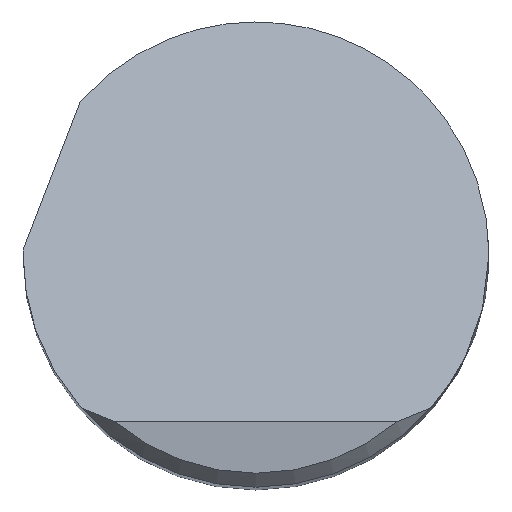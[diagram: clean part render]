
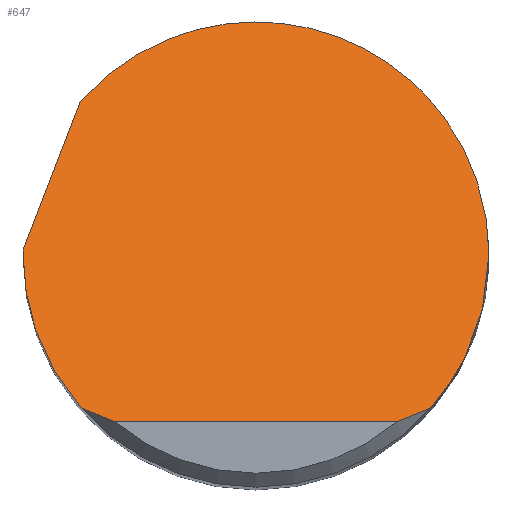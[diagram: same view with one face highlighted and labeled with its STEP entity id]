
A CAD part, top view. The second image highlights one B-rep face of the part: STEP entity #647.
In plain terms, the highlighted planar face has unit normal (0, 0.707, 0.707).
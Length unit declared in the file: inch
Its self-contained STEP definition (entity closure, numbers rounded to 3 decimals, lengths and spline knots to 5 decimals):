
#4 = DIRECTION ( 'NONE',  ( 0., -0.707, -0.707 ) ) ;
#8 = CARTESIAN_POINT ( 'NONE',  ( -0.24995, 0.005, 2.315 ) ) ;
#13 = CARTESIAN_POINT ( 'NONE',  ( -0.31638, -0.1672, 2.4872 ) ) ;
#24 = CARTESIAN_POINT ( 'NONE',  ( -0.18855, 0.16416, 2.15584 ) ) ;
#25 = CARTESIAN_POINT ( 'NONE',  ( 0.18782, -0.165, 2.485 ) ) ;
#48 = VERTEX_POINT ( 'NONE', #135 ) ;
#49 = EDGE_CURVE ( 'NONE', #282, #478, #316, .T. ) ;
#56 = ORIENTED_EDGE ( 'NONE', *, *, #581, .T. ) ;
#58 = CARTESIAN_POINT ( 'NONE',  ( 0., -0.18, 2.5 ) ) ;
#60 = CARTESIAN_POINT ( 'NONE',  ( 0.18782, -0.165, 2.485 ) ) ;
#63 = EDGE_CURVE ( 'NONE', #618, #652, #725, .T. ) ;
#69 = CARTESIAN_POINT ( 'NONE',  ( -0.25, 0., 2.32 ) ) ;
#90 = CARTESIAN_POINT ( 'NONE',  ( -0.0078, 0.37177, 1.94823 ) ) ;
#111 = CARTESIAN_POINT ( 'NONE',  ( -0.15108, -0.18, 2.5 ) ) ;
#112 = CARTESIAN_POINT ( 'NONE',  ( 0.18782, -0.165, 2.485 ) ) ;
#115 = PLANE ( 'NONE',  #828 ) ;
#121 = CARTESIAN_POINT ( 'NONE',  ( 0.22834, -0.11887, 2.43887 ) ) ;
#128 = B_SPLINE_CURVE_WITH_KNOTS ( 'NONE', 3,
 ( #682, #291, #431, #111 ),
 .UNSPECIFIED., .F., .F.,
 ( 4, 4 ),
 ( 0., 0.00108 ),
 .UNSPECIFIED. ) ;
#135 = CARTESIAN_POINT ( 'NONE',  ( -0.15108, -0.18, 2.5 ) ) ;
#145 = ORIENTED_EDGE ( 'NONE', *, *, #63, .F. ) ;
#173 =( BOUNDED_CURVE ( )  B_SPLINE_CURVE ( 3, ( #435, #687, #380, #69 ),
 .UNSPECIFIED., .F., .F. ) 
 B_SPLINE_CURVE_WITH_KNOTS ( ( 4, 4 ),
 ( 3.99157, 4.71239 ),
 .UNSPECIFIED. ) 
 CURVE ( )  GEOMETRIC_REPRESENTATION_ITEM ( )  RATIONAL_B_SPLINE_CURVE ( ( 1., 0.957, 0.957, 1. ) ) 
 REPRESENTATION_ITEM ( '' )  );
#180 = CARTESIAN_POINT ( 'NONE',  ( -0.25, 0., 2.32 ) ) ;
#183 = CARTESIAN_POINT ( 'NONE',  ( -0.18855, 0.16416, 2.15584 ) ) ;
#195 = EDGE_CURVE ( 'NONE', #648, #478, #754, .T. ) ;
#215 = CARTESIAN_POINT ( 'NONE',  ( 0.25, 0., 2.32 ) ) ;
#225 =( BOUNDED_CURVE ( )  B_SPLINE_CURVE ( 3, ( #691, #326, #257, #8 ),
 .UNSPECIFIED., .F., .T. ) 
 B_SPLINE_CURVE_WITH_KNOTS ( ( 4, 4 ),
 ( 4.71239, 4.73239 ),
 .UNSPECIFIED. ) 
 CURVE ( )  GEOMETRIC_REPRESENTATION_ITEM ( )  RATIONAL_B_SPLINE_CURVE ( ( 1., 1., 1., 1. ) ) 
 REPRESENTATION_ITEM ( '' )  );
#247 = VECTOR ( 'NONE', #577, 39.37008 ) ;
#257 = CARTESIAN_POINT ( 'NONE',  ( -0.24998, 0.00333, 2.31667 ) ) ;
#259 = ORIENTED_EDGE ( 'NONE', *, *, #822, .F. ) ;
#282 = VERTEX_POINT ( 'NONE', #493 ) ;
#291 = CARTESIAN_POINT ( 'NONE',  ( -0.17589, -0.1704, 2.4904 ) ) ;
#309 = CARTESIAN_POINT ( 'NONE',  ( 0.17589, -0.1704, 2.4904 ) ) ;
#311 = CARTESIAN_POINT ( 'NONE',  ( -0.25, -0.18, 2.5 ) ) ;
#316 =( BOUNDED_CURVE ( )  B_SPLINE_CURVE ( 3, ( #441, #693, #121, #60 ),
 .UNSPECIFIED., .F., .F. ) 
 B_SPLINE_CURVE_WITH_KNOTS ( ( 4, 4 ),
 ( 1.5708, 2.29162 ),
 .UNSPECIFIED. ) 
 CURVE ( )  GEOMETRIC_REPRESENTATION_ITEM ( )  RATIONAL_B_SPLINE_CURVE ( ( 1., 0.957, 0.957, 1. ) ) 
 REPRESENTATION_ITEM ( '' )  );
#326 = CARTESIAN_POINT ( 'NONE',  ( -0.25, 0.00167, 2.31833 ) ) ;
#363 = EDGE_LOOP ( 'NONE', ( #509, #514, #820, #259, #145, #536, #638, #56 ) ) ;
#380 = CARTESIAN_POINT ( 'NONE',  ( -0.25, -0.06141, 2.38141 ) ) ;
#384 = DIRECTION ( 'NONE',  ( 0., 0.707, -0.707 ) ) ;
#406 = VECTOR ( 'NONE', #533, 39.37008 ) ;
#431 = CARTESIAN_POINT ( 'NONE',  ( -0.16367, -0.17542, 2.49542 ) ) ;
#435 = CARTESIAN_POINT ( 'NONE',  ( -0.18782, -0.165, 2.485 ) ) ;
#441 = CARTESIAN_POINT ( 'NONE',  ( 0.25, 0., 2.32 ) ) ;
#478 = VERTEX_POINT ( 'NONE', #25 ) ;
#479 = FACE_OUTER_BOUND ( 'NONE', #363, .T. ) ;
#485 = CARTESIAN_POINT ( 'NONE',  ( 0.15108, -0.18, 2.5 ) ) ;
#493 = CARTESIAN_POINT ( 'NONE',  ( 0.25, 0., 2.32 ) ) ;
#494 = VERTEX_POINT ( 'NONE', #588 ) ;
#509 = ORIENTED_EDGE ( 'NONE', *, *, #736, .T. ) ;
#514 = ORIENTED_EDGE ( 'NONE', *, *, #195, .T. ) ;
#533 = DIRECTION ( 'NONE',  ( 0.263, 0.682, -0.682 ) ) ;
#536 = ORIENTED_EDGE ( 'NONE', *, *, #659, .F. ) ;
#548 = CARTESIAN_POINT ( 'NONE',  ( 0.16367, -0.17542, 2.49542 ) ) ;
#568 = VERTEX_POINT ( 'NONE', #180 ) ;
#577 = DIRECTION ( 'NONE',  ( 1., 0., 0. ) ) ;
#581 = EDGE_CURVE ( 'NONE', #494, #48, #128, .T. ) ;
#588 = CARTESIAN_POINT ( 'NONE',  ( -0.18782, -0.165, 2.485 ) ) ;
#618 = VERTEX_POINT ( 'NONE', #821 ) ;
#625 = LINE ( 'NONE', #58, #247 ) ;
#638 = ORIENTED_EDGE ( 'NONE', *, *, #643, .F. ) ;
#643 = EDGE_CURVE ( 'NONE', #494, #568, #173, .T. ) ;
#647 = ADVANCED_FACE ( 'NONE', ( #479 ), #115, .F. ) ;
#648 = VERTEX_POINT ( 'NONE', #766 ) ;
#652 = VERTEX_POINT ( 'NONE', #183 ) ;
#659 = EDGE_CURVE ( 'NONE', #568, #618, #225, .T. ) ;
#682 = CARTESIAN_POINT ( 'NONE',  ( -0.18782, -0.165, 2.485 ) ) ;
#687 = CARTESIAN_POINT ( 'NONE',  ( -0.22834, -0.11887, 2.43887 ) ) ;
#691 = CARTESIAN_POINT ( 'NONE',  ( -0.25, 0., 2.32 ) ) ;
#693 = CARTESIAN_POINT ( 'NONE',  ( 0.25, -0.06141, 2.38141 ) ) ;
#708 = CARTESIAN_POINT ( 'NONE',  ( 0.25, 0.27527, 2.04473 ) ) ;
#711 =( BOUNDED_CURVE ( )  B_SPLINE_CURVE ( 3, ( #24, #90, #708, #215 ),
 .UNSPECIFIED., .F., .F. ) 
 B_SPLINE_CURVE_WITH_KNOTS ( ( 4, 4 ),
 ( 5.42872, 7.85398 ),
 .UNSPECIFIED. ) 
 CURVE ( )  GEOMETRIC_REPRESENTATION_ITEM ( )  RATIONAL_B_SPLINE_CURVE ( ( 1., 0.567, 0.567, 1. ) ) 
 REPRESENTATION_ITEM ( '' )  );
#725 = LINE ( 'NONE', #13, #406 ) ;
#736 = EDGE_CURVE ( 'NONE', #48, #648, #625, .T. ) ;
#754 = B_SPLINE_CURVE_WITH_KNOTS ( 'NONE', 3,
 ( #485, #548, #309, #112 ),
 .UNSPECIFIED., .F., .F.,
 ( 4, 4 ),
 ( 0., 0.00108 ),
 .UNSPECIFIED. ) ;
#766 = CARTESIAN_POINT ( 'NONE',  ( 0.15108, -0.18, 2.5 ) ) ;
#820 = ORIENTED_EDGE ( 'NONE', *, *, #49, .F. ) ;
#821 = CARTESIAN_POINT ( 'NONE',  ( -0.24995, 0.005, 2.315 ) ) ;
#822 = EDGE_CURVE ( 'NONE', #652, #282, #711, .T. ) ;
#828 = AXIS2_PLACEMENT_3D ( 'NONE', #311, #4, #384 ) ;
